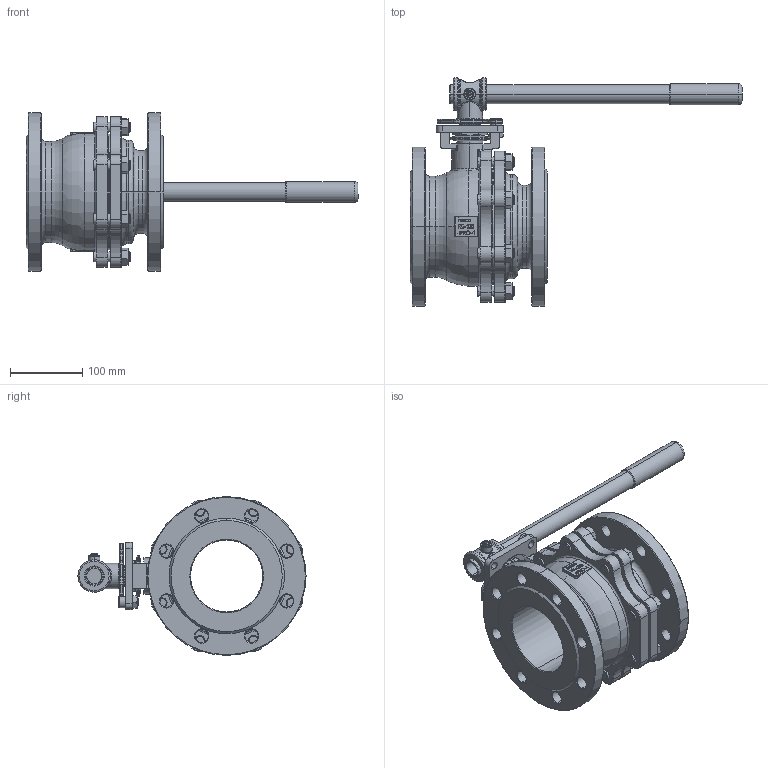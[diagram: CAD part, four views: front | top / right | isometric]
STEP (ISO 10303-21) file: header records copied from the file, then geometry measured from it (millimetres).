
FILE_DESCRIPTION (( 'STEP AP214' ), '1' );
FILE_NAME ('FK-400-PRO-4 Flanschkugelhahn 1710.STEP', '2017-10-16T07:08:36', ( '' ), ( '' ), 'SwSTEP 2.0', 'SolidWorks 2016', '' );
FILE_SCHEMA (( 'AUTOMOTIVE_DESIGN' ));
Length unit declared in the file: millimetre
Products named in the file (1): FK-400-PRO-4 Flanschkugelhahn 1710
Bounding box: 460 x 315.98 x 220 mm (x, y, z)
Volume: 3292533.8 mm3; surface area: 449997 mm2
Topology: 1 solids, 4 shells, 1411 faces, 3479 edges, 2138 vertices
Faces by surface type: plane 446, cylinder 324, bspline 245, torus 196, cone 182, sphere 18
Entity records: 60751 total; most frequent: CARTESIAN_POINT 24897, ORIENTED_EDGE 6914, DIRECTION 6314, EDGE_CURVE 3457, AXIS2_PLACEMENT_3D 2385, VERTEX_POINT 2138, EDGE_LOOP 1559, VECTOR 1544
